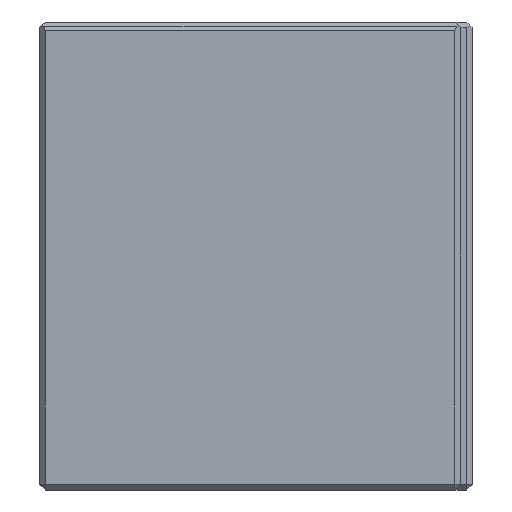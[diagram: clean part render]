
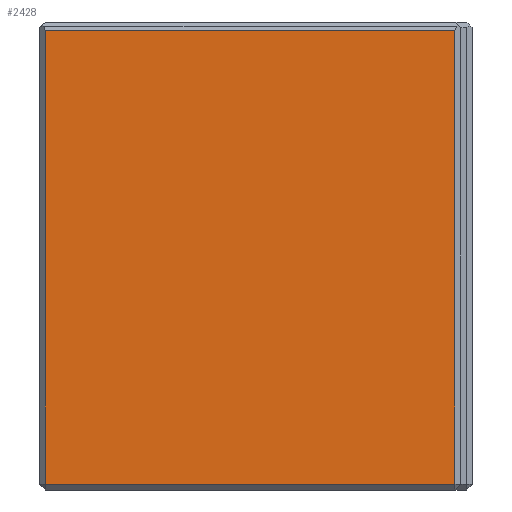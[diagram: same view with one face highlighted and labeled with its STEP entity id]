
A CAD part, left-side view. The second image highlights one B-rep face of the part: STEP entity #2428.
In plain terms, the highlighted planar face has unit normal (-1, 0, 0).
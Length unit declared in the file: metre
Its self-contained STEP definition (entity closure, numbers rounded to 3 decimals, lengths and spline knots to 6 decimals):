
#240=ORIENTED_EDGE('',*,*,#861,.T.);
#241=ORIENTED_EDGE('',*,*,#862,.T.);
#242=ORIENTED_EDGE('',*,*,#863,.T.);
#243=ORIENTED_EDGE('',*,*,#864,.T.);
#861=EDGE_CURVE('',#1165,#1166,#1402,.T.);
#862=EDGE_CURVE('',#1166,#1167,#1403,.T.);
#863=EDGE_CURVE('',#1167,#1168,#1404,.T.);
#864=EDGE_CURVE('',#1168,#1165,#1405,.T.);
#1165=VERTEX_POINT('',#3626);
#1166=VERTEX_POINT('',#3627);
#1167=VERTEX_POINT('',#3629);
#1168=VERTEX_POINT('',#3631);
#1402=LINE('',#3625,#1712);
#1403=LINE('',#3628,#1713);
#1404=LINE('',#3630,#1714);
#1405=LINE('',#3632,#1715);
#1712=VECTOR('',#2940,1.);
#1713=VECTOR('',#2941,1.);
#1714=VECTOR('',#2942,1.);
#1715=VECTOR('',#2943,1.);
#1960=EDGE_LOOP('',(#240,#241,#242,#243));
#2128=FACE_BOUND('',#1960,.T.);
#2294=PLANE('',#2600);
#2428=ADVANCED_FACE('',(#2128),#2294,.T.);
#2600=AXIS2_PLACEMENT_3D('',#3624,#2938,#2939);
#2938=DIRECTION('',(-1.,0.,0.));
#2939=DIRECTION('',(0.,1.,0.));
#2940=DIRECTION('',(0.,1.,0.));
#2941=DIRECTION('',(0.,0.,-1.));
#2942=DIRECTION('',(0.,-1.,0.));
#2943=DIRECTION('',(0.,0.,1.));
#3624=CARTESIAN_POINT('',(-0.01,0.001246,0.));
#3625=CARTESIAN_POINT('',(-0.01,0.001246,0.019646));
#3626=CARTESIAN_POINT('',(-0.01,-0.007504,0.019646));
#3627=CARTESIAN_POINT('',(-0.01,0.009996,0.019646));
#3628=CARTESIAN_POINT('',(-0.01,0.009996,0.));
#3629=CARTESIAN_POINT('',(-0.01,0.009996,0.00025));
#3630=CARTESIAN_POINT('',(-0.01,0.001246,0.00025));
#3631=CARTESIAN_POINT('',(-0.01,-0.007504,0.00025));
#3632=CARTESIAN_POINT('',(-0.01,-0.007504,0.01975));
